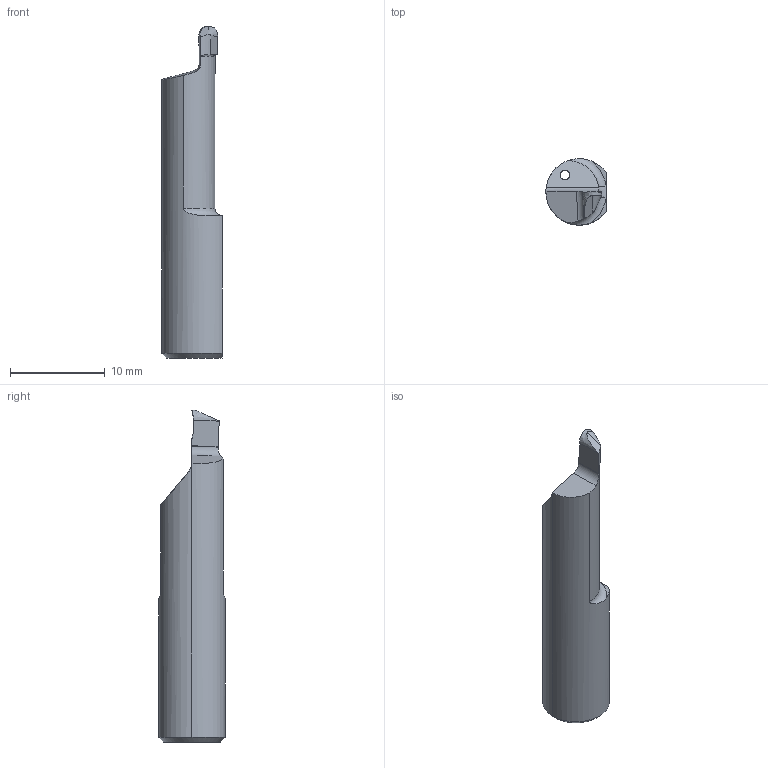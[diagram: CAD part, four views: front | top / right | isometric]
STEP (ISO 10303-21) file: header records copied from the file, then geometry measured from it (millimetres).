
FILE_DESCRIPTION (( 'STEP AP203' ), '1' );
FILE_NAME ('RP10.2010-20.step', '2024-10-08T09:09:43', ( '' ), ( '' ), 'SwSTEP 2.0', 'SolidWorks 2022', '' );
FILE_SCHEMA (( 'CONFIG_CONTROL_DESIGN' ));
Length unit declared in the file: millimetre
Products named in the file (1): RP10.2010-20
Bounding box: 6.35 x 7 x 35 mm (x, y, z)
Volume: 925.3 mm3; surface area: 769.4 mm2
Topology: 1 solids, 1 shells, 30 faces, 81 edges, 53 vertices
Faces by surface type: plane 12, cylinder 10, torus 4, bspline 2, cone 2
Entity records: 1217 total; most frequent: CARTESIAN_POINT 463, ORIENTED_EDGE 162, DIRECTION 118, EDGE_CURVE 81, VERTEX_POINT 53, AXIS2_PLACEMENT_3D 46, EDGE_LOOP 32, FACE_OUTER_BOUND 30
